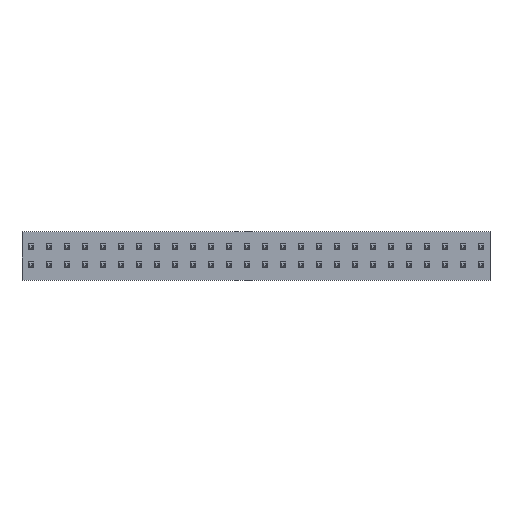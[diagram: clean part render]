
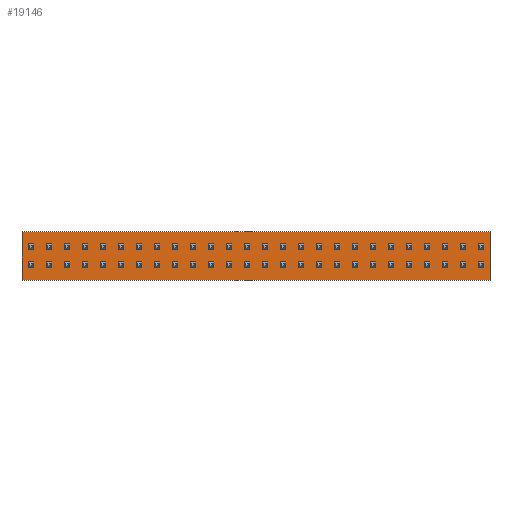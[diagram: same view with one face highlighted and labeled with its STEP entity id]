
A CAD part, top view. The second image highlights one B-rep face of the part: STEP entity #19146.
In plain terms, the highlighted face is planar.
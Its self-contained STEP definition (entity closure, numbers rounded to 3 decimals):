
#19014 = EDGE_CURVE('',#19015,#19017,#19019,.T.);
#19015 = VERTEX_POINT('',#19016);
#19016 = CARTESIAN_POINT('',(-16.51,1.778,-1.715));
#19017 = VERTEX_POINT('',#19018);
#19018 = CARTESIAN_POINT('',(-16.51,1.778,1.715));
#19019 = LINE('',#19020,#19021);
#19020 = CARTESIAN_POINT('',(-16.51,1.778,-1.715));
#19021 = VECTOR('',#19022,1.);
#19022 = DIRECTION('',(0.,0.,1.));
#19054 = EDGE_CURVE('',#19017,#19055,#19057,.T.);
#19055 = VERTEX_POINT('',#19056);
#19056 = CARTESIAN_POINT('',(16.51,1.778,1.715));
#19057 = LINE('',#19058,#19059);
#19058 = CARTESIAN_POINT('',(-16.51,1.778,1.715));
#19059 = VECTOR('',#19060,1.);
#19060 = DIRECTION('',(1.,0.,0.));
#19085 = EDGE_CURVE('',#19055,#19086,#19088,.T.);
#19086 = VERTEX_POINT('',#19087);
#19087 = CARTESIAN_POINT('',(16.51,1.778,-1.715));
#19088 = LINE('',#19089,#19090);
#19089 = CARTESIAN_POINT('',(16.51,1.778,1.715));
#19090 = VECTOR('',#19091,1.);
#19091 = DIRECTION('',(0.,0.,-1.));
#19116 = EDGE_CURVE('',#19086,#19015,#19117,.T.);
#19117 = LINE('',#19118,#19119);
#19118 = CARTESIAN_POINT('',(16.51,1.778,-1.715));
#19119 = VECTOR('',#19120,1.);
#19120 = DIRECTION('',(-1.,0.,0.));
#19146 = ADVANCED_FACE('',(#19147),#19153,.T.);
#19147 = FACE_BOUND('',#19148,.T.);
#19148 = EDGE_LOOP('',(#19149,#19150,#19151,#19152));
#19149 = ORIENTED_EDGE('',*,*,#19014,.T.);
#19150 = ORIENTED_EDGE('',*,*,#19054,.T.);
#19151 = ORIENTED_EDGE('',*,*,#19085,.T.);
#19152 = ORIENTED_EDGE('',*,*,#19116,.T.);
#19153 = PLANE('',#19154);
#19154 = AXIS2_PLACEMENT_3D('',#19155,#19156,#19157);
#19155 = CARTESIAN_POINT('',(0.,1.778,0.));
#19156 = DIRECTION('',(0.,1.,0.));
#19157 = DIRECTION('',(0.,-0.,1.));
